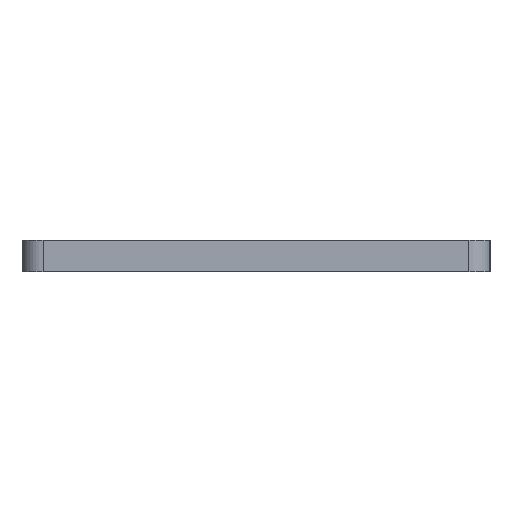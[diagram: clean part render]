
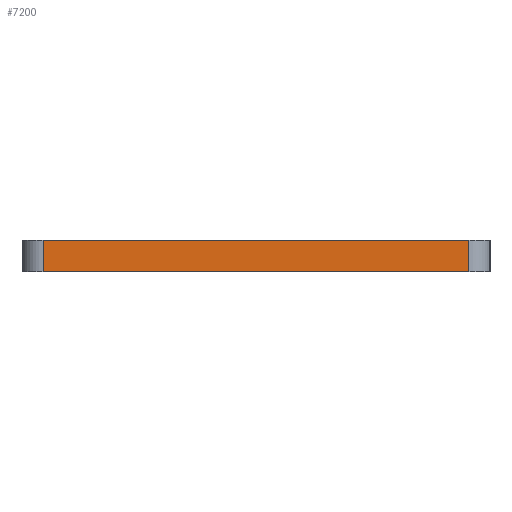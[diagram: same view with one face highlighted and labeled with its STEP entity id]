
A CAD part, left-side view. The second image highlights one B-rep face of the part: STEP entity #7200.
In plain terms, the highlighted planar face has unit normal (-1, 0, 0).
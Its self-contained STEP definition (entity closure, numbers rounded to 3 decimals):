
#244=DIRECTION('',(0.,-1.,0.));
#245=VECTOR('',#244,40.45);
#246=CARTESIAN_POINT('',(-234.,20.225,0.));
#247=LINE('',#246,#245);
#1493=DIRECTION('',(0.,-1.,0.));
#1494=VECTOR('',#1493,40.45);
#1495=CARTESIAN_POINT('',(-234.,20.225,3.));
#1496=LINE('',#1495,#1494);
#2689=DIRECTION('',(0.,0.,-1.));
#2690=VECTOR('',#2689,3.);
#2691=CARTESIAN_POINT('',(-234.,20.225,3.));
#2692=LINE('',#2691,#2690);
#2693=DIRECTION('',(0.,0.,-1.));
#2694=VECTOR('',#2693,3.);
#2695=CARTESIAN_POINT('',(-234.,-20.225,3.));
#2696=LINE('',#2695,#2694);
#3873=CARTESIAN_POINT('',(-234.,20.225,0.));
#3875=VERTEX_POINT('',#3873);
#3879=CARTESIAN_POINT('',(-234.,20.225,3.));
#3880=VERTEX_POINT('',#3879);
#3882=CARTESIAN_POINT('',(-234.,-20.225,0.));
#3884=VERTEX_POINT('',#3882);
#3885=CARTESIAN_POINT('',(-234.,-20.225,3.));
#3886=VERTEX_POINT('',#3885);
#7189=CARTESIAN_POINT('',(-234.,22.225,0.));
#7190=DIRECTION('',(-1.,0.,0.));
#7191=DIRECTION('',(0.,-1.,0.));
#7192=AXIS2_PLACEMENT_3D('',#7189,#7190,#7191);
#7193=PLANE('',#7192);
#7194=ORIENTED_EDGE('',*,*,#7106,.F.);
#7195=ORIENTED_EDGE('',*,*,#5798,.T.);
#7196=ORIENTED_EDGE('',*,*,#7182,.T.);
#7197=ORIENTED_EDGE('',*,*,#4984,.F.);
#7198=EDGE_LOOP('',(#7194,#7195,#7196,#7197));
#7199=FACE_OUTER_BOUND('',#7198,.F.);
#4984=EDGE_CURVE('',#3875,#3884,#247,.T.);
#5798=EDGE_CURVE('',#3880,#3886,#1496,.T.);
#7106=EDGE_CURVE('',#3880,#3875,#2692,.T.);
#7182=EDGE_CURVE('',#3886,#3884,#2696,.T.);
#7200=ADVANCED_FACE('',(#7199),#7193,.T.);
